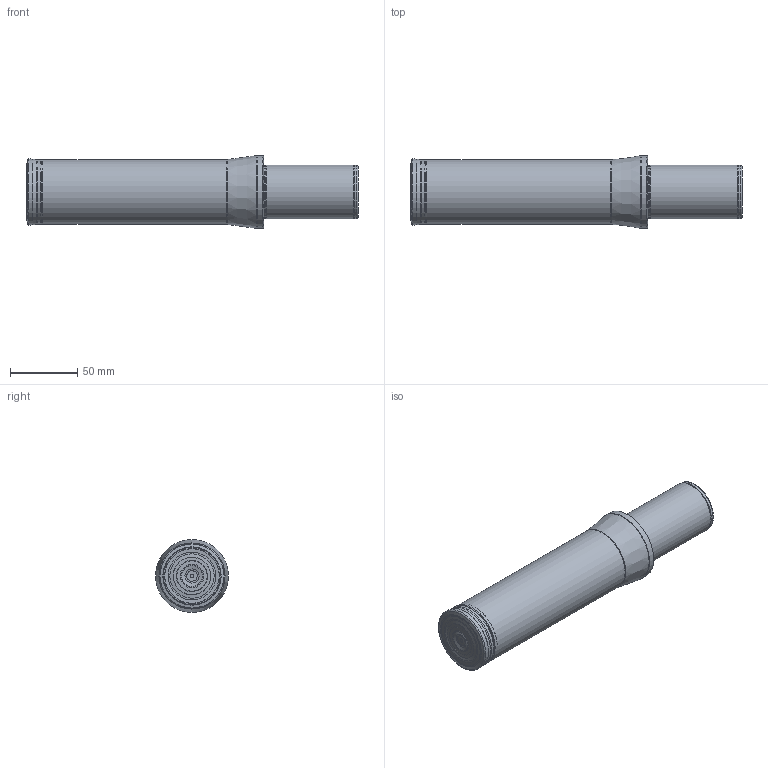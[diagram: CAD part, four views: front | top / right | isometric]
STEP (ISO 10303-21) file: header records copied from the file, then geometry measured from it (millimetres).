
FILE_DESCRIPTION(/* description */ (''),/* implementation_level */ '2;1');
FILE_NAME(/* name */ 'ATUM-49XD3-SOMT-150510.stp',/* time_stamp */ '2023-10-20T20:58:53+03:00',/* author */ (''),/* organization */ (''),/* preprocessor_version */ 'ST-DEVELOPER v19.4',/* originating_system */ 'SIEMENS PLM Software NX2306.3001',/* authorisation */ '');
FILE_SCHEMA (('AUTOMOTIVE_DESIGN { 1 0 10303 214 3 1 1 1 }'));
Length unit declared in the file: millimetre
Products named in the file (1): STP_ATUM 45XD3 SOMT 150510
Bounding box: 246 x 54 x 54 mm (x, y, z)
Volume: 437239.5 mm3; surface area: 44975.3 mm2
Topology: 2 solids, 2 shells, 69 faces, 177 edges, 113 vertices
Faces by surface type: revolution 46, torus 8, cylinder 5, cone 5, plane 5
Full cylindrical faces by diameter (mm): 39.5 x2, 40 x1, 47.942 x1, 54 x1
Entity records: 1610 total; most frequent: CARTESIAN_POINT 364, DIRECTION 259, EDGE_LOOP 134, ORIENTED_EDGE 134, FACE_BOUND 130, AXIS2_PLACEMENT_3D 95, CIRCLE 71, ADVANCED_FACE 69
